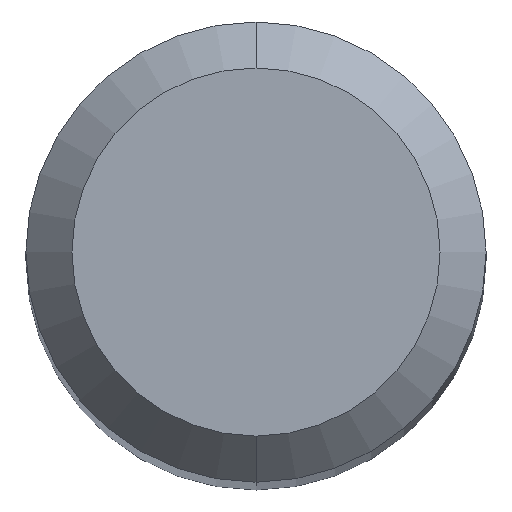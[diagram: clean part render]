
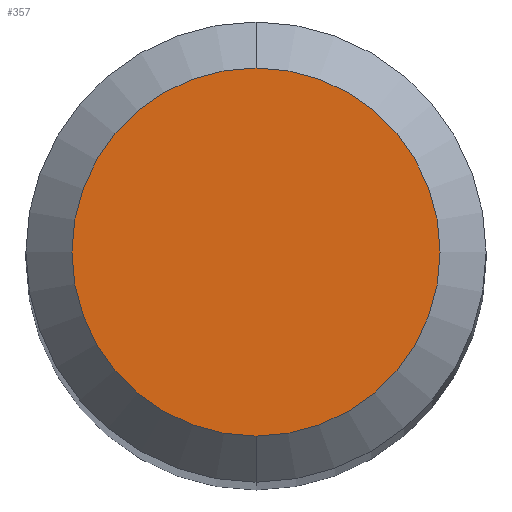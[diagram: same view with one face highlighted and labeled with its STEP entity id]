
A CAD part, top view. The second image highlights one B-rep face of the part: STEP entity #357.
In plain terms, the highlighted planar face has unit normal (0, 0, 1).
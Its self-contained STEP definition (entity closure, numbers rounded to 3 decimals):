
#235=EDGE_CURVE('',#289,#277,#549,.T.);
#277=VERTEX_POINT('',#595);
#289=VERTEX_POINT('',#609);
#355=EDGE_CURVE('',#277,#289,#680,.T.);
#357=ADVANCED_FACE('',(#682),#683,.T.);
#549=CIRCLE('',#924,1.2);
#595=CARTESIAN_POINT('',(0.0,1.2,0.0));
#609=CARTESIAN_POINT('',(0.,-1.2,0.0));
#680=CIRCLE('',#1221,1.2);
#682=FACE_OUTER_BOUND('',#1223,.T.);
#683=PLANE('',#1224);
#924=AXIS2_PLACEMENT_3D('',#1516,#1517,#1518);
#1221=AXIS2_PLACEMENT_3D('',#1669,#1670,#1671);
#1223=EDGE_LOOP('',(#1673,#1674));
#1224=AXIS2_PLACEMENT_3D('',#1675,#1676,#1677);
#1516=CARTESIAN_POINT('',(0.0,0.0,0.0));
#1517=DIRECTION('',(0.0,0.0,-1.0));
#1518=DIRECTION('',(0.0,1.0,0.0));
#1669=CARTESIAN_POINT('',(0.0,0.0,0.0));
#1670=DIRECTION('',(0.0,0.0,-1.0));
#1671=DIRECTION('',(0.0,1.0,0.0));
#1673=ORIENTED_EDGE('',*,*,#355,.F.);
#1674=ORIENTED_EDGE('',*,*,#235,.F.);
#1675=CARTESIAN_POINT('',(0.0,0.6,0.0));
#1676=DIRECTION('',(-0.0,0.0,1.0));
#1677=DIRECTION('',(0.0,-1.0,0.0));
